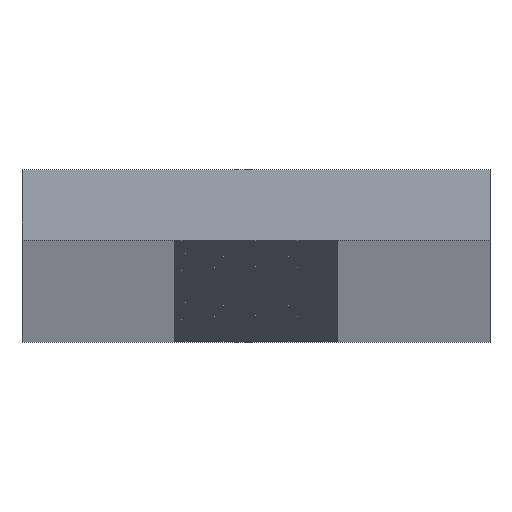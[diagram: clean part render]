
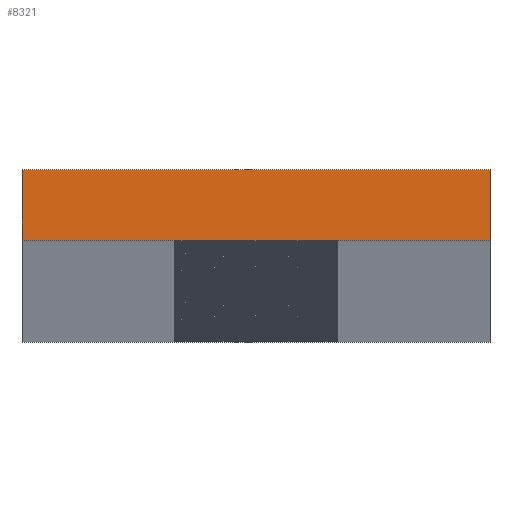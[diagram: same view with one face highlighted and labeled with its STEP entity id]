
A CAD part, top view. The second image highlights one B-rep face of the part: STEP entity #8321.
In plain terms, the highlighted planar face has unit normal (0, 0, 1).
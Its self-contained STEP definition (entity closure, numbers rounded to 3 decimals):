
#658 = ORIENTED_EDGE ( 'NONE', *, *, #14623, .F. ) ;
#2106 = EDGE_CURVE ( 'NONE', #11511, #5117, #9041, .T. ) ;
#2388 = CARTESIAN_POINT ( 'NONE',  ( -10., 0., 0. ) ) ;
#3349 = CARTESIAN_POINT ( 'NONE',  ( -10., 0., 0. ) ) ;
#4014 = LINE ( 'NONE', #16098, #9945 ) ;
#4256 = VECTOR ( 'NONE', #10246, 1000. ) ;
#4723 = CARTESIAN_POINT ( 'NONE',  ( 10., 0., 0. ) ) ;
#4833 = AXIS2_PLACEMENT_3D ( 'NONE', #13930, #8343, #9605 ) ;
#4941 = CARTESIAN_POINT ( 'NONE',  ( -10., -3., 0. ) ) ;
#5066 = LINE ( 'NONE', #2388, #10721 ) ;
#5117 = VERTEX_POINT ( 'NONE', #3349 ) ;
#6208 = EDGE_CURVE ( 'NONE', #11511, #9610, #4014, .T. ) ;
#6361 = DIRECTION ( 'NONE',  ( 0., 1., 0. ) ) ;
#7120 = ORIENTED_EDGE ( 'NONE', *, *, #6208, .T. ) ;
#7962 = EDGE_LOOP ( 'NONE', ( #7120, #17307, #658, #13026 ) ) ;
#8132 = EDGE_CURVE ( 'NONE', #13659, #9610, #10339, .T. ) ;
#8321 = ADVANCED_FACE ( 'NONE', ( #10666 ), #16686, .F. ) ;
#8343 = DIRECTION ( 'NONE',  ( 0., 0., -1. ) ) ;
#8497 = CARTESIAN_POINT ( 'NONE',  ( -10., -3., 0. ) ) ;
#9041 = LINE ( 'NONE', #4941, #15468 ) ;
#9605 = DIRECTION ( 'NONE',  ( -1., 0., 0. ) ) ;
#9610 = VERTEX_POINT ( 'NONE', #11999 ) ;
#9945 = VECTOR ( 'NONE', #14579, 1000. ) ;
#10246 = DIRECTION ( 'NONE',  ( 0., -1., 0. ) ) ;
#10339 = LINE ( 'NONE', #4723, #4256 ) ;
#10666 = FACE_OUTER_BOUND ( 'NONE', #7962, .T. ) ;
#10721 = VECTOR ( 'NONE', #17135, 1000. ) ;
#11511 = VERTEX_POINT ( 'NONE', #8497 ) ;
#11999 = CARTESIAN_POINT ( 'NONE',  ( 10., -3., 0. ) ) ;
#13026 = ORIENTED_EDGE ( 'NONE', *, *, #2106, .F. ) ;
#13659 = VERTEX_POINT ( 'NONE', #17443 ) ;
#13930 = CARTESIAN_POINT ( 'NONE',  ( 0., 0., 0. ) ) ;
#14579 = DIRECTION ( 'NONE',  ( 1., 0., 0. ) ) ;
#14623 = EDGE_CURVE ( 'NONE', #5117, #13659, #5066, .T. ) ;
#15468 = VECTOR ( 'NONE', #6361, 1000. ) ;
#16098 = CARTESIAN_POINT ( 'NONE',  ( -10., -3., 0. ) ) ;
#16686 = PLANE ( 'NONE',  #4833 ) ;
#17135 = DIRECTION ( 'NONE',  ( 1., 0., 0. ) ) ;
#17307 = ORIENTED_EDGE ( 'NONE', *, *, #8132, .F. ) ;
#17443 = CARTESIAN_POINT ( 'NONE',  ( 10., 0., 0. ) ) ;
